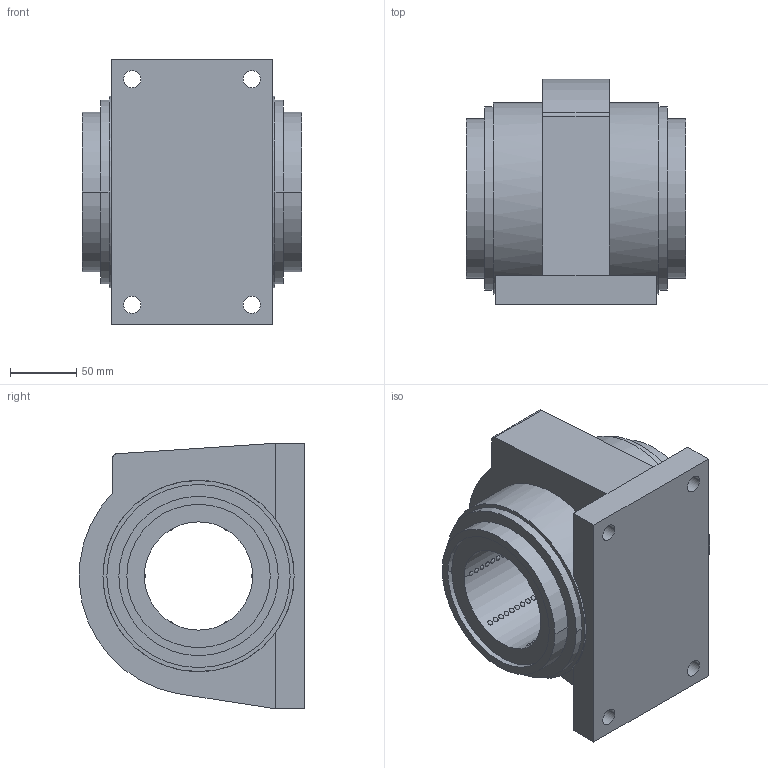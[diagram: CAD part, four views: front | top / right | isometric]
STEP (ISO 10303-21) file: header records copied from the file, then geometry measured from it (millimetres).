
FILE_DESCRIPTION((''),'2;1');
FILE_NAME('','2007-10-24T',(''),(''),'PRO/ENGINEER BY PARAMETRIC TECHNOLOGY CORPORATION, 2004280','PRO/ENGINEER BY PARAMETRIC TECHNOLOGY CORPORATION, 2004280','');
FILE_SCHEMA(('CONFIG_CONTROL_DESIGN'));
Length unit declared in the file: millimetre
Bounding box: 165 x 169.83 x 200 mm (x, y, z)
Volume: 2529073.1 mm3; surface area: 195850.9 mm2
Topology: 1 solids, 1 shells, 200 faces, 472 edges, 380 vertices
Faces by surface type: sphere 150, cylinder 28, plane 22
Entity records: 22002 total; most frequent: CARTESIAN_POINT 17652, ORIENTED_EDGE 944, DIRECTION 632, EDGE_CURVE 472, VERTEX_POINT 380, EDGE_LOOP 316, B_SPLINE_CURVE_WITH_KNOTS 300, AXIS2_PLACEMENT_3D 260
